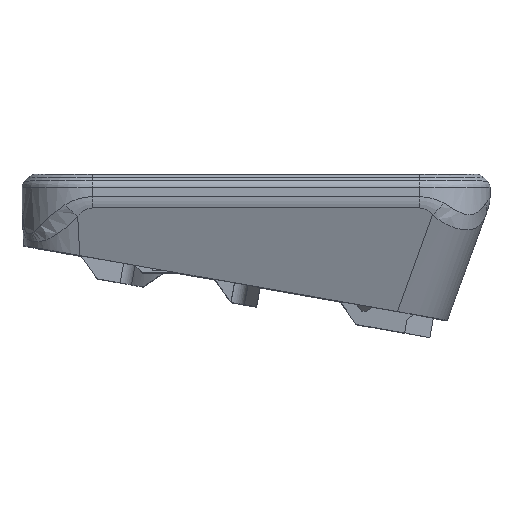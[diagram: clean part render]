
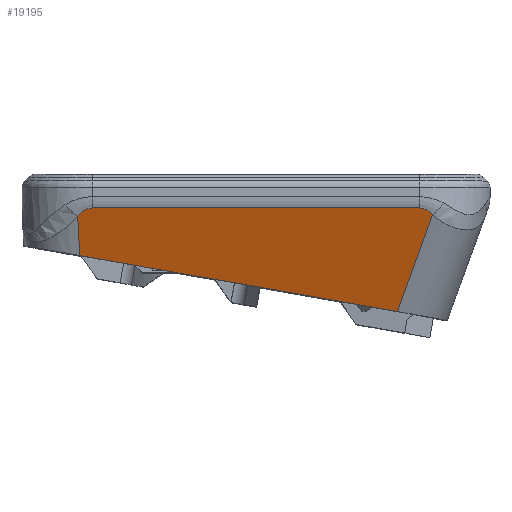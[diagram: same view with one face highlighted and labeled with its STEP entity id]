
A CAD part, top view. The second image highlights one B-rep face of the part: STEP entity #19195.
In plain terms, the highlighted free-form (B-spline) face has degree [1, 1] with [2, 2] control points.
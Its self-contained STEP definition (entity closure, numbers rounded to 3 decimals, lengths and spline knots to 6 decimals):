
#12=LINE('',#25278,#2046);
#13=LINE('',#25288,#2047);
#2046=VECTOR('',#20993,1.);
#2047=VECTOR('',#20996,1.);
#4086=ELLIPSE('',#20274,0.02339,0.008);
#4087=ELLIPSE('',#20275,0.02339,0.008);
#4345=B_SPLINE_CURVE_WITH_KNOTS('',3,(#25283,#25284,#25285,#25286),
 .UNSPECIFIED.,.F.,.F.,(4,4),(0.,1.),.UNSPECIFIED.);
#4346=B_SPLINE_CURVE_WITH_KNOTS('',3,(#25290,#25291,#25292,#25293),
 .UNSPECIFIED.,.F.,.F.,(4,4),(0.,1.),.UNSPECIFIED.);
#4538=B_SPLINE_SURFACE_WITH_KNOTS('',1,1,((#25274,#25275),(#25276,#25277)),
 .PLANE_SURF.,.F.,.F.,.F.,(2,2),(2,2),(0.,1.),(0.,1.),.UNSPECIFIED.);
#5402=ORIENTED_EDGE('',*,*,#11338,.T.);
#5403=ORIENTED_EDGE('',*,*,#11339,.T.);
#5404=ORIENTED_EDGE('',*,*,#11340,.T.);
#5405=ORIENTED_EDGE('',*,*,#11341,.F.);
#5406=ORIENTED_EDGE('',*,*,#11342,.T.);
#5407=ORIENTED_EDGE('',*,*,#11343,.T.);
#11338=EDGE_CURVE('',#14306,#14307,#12,.T.);
#11339=EDGE_CURVE('',#14307,#14308,#4086,.T.);
#11340=EDGE_CURVE('',#14308,#14309,#4345,.T.);
#11341=EDGE_CURVE('',#14310,#14309,#13,.T.);
#11342=EDGE_CURVE('',#14310,#14311,#4346,.T.);
#11343=EDGE_CURVE('',#14311,#14306,#4087,.T.);
#14306=VERTEX_POINT('',#25279);
#14307=VERTEX_POINT('',#25280);
#14308=VERTEX_POINT('',#25282);
#14309=VERTEX_POINT('',#25287);
#14310=VERTEX_POINT('',#25289);
#14311=VERTEX_POINT('',#25294);
#16575=EDGE_LOOP('',(#5402,#5403,#5404,#5405,#5406,#5407));
#17714=FACE_BOUND('',#16575,.T.);
#19195=ADVANCED_FACE('',(#17714),#4538,.T.);
#20274=AXIS2_PLACEMENT_3D('',#25281,#20994,#20995);
#20275=AXIS2_PLACEMENT_3D('',#25295,#20997,#20998);
#20993=DIRECTION('',(-1.,0.,0.));
#20994=DIRECTION('',(0.,-0.342,0.94));
#20995=DIRECTION('',(0.,0.94,0.342));
#20996=DIRECTION('',(-0.983,0.173,0.063));
#20997=DIRECTION('',(0.,-0.342,0.94));
#20998=DIRECTION('',(0.,0.94,0.342));
#25274=CARTESIAN_POINT('',(-0.001011,-0.000869,0.044434));
#25275=CARTESIAN_POINT('',(-0.001011,0.023537,0.053317));
#25276=CARTESIAN_POINT('',(0.083172,-0.000869,0.044434));
#25277=CARTESIAN_POINT('',(0.083172,0.023537,0.053317));
#25278=CARTESIAN_POINT('',(0.0381,0.022427,0.052913));
#25279=CARTESIAN_POINT('',(0.076095,0.022427,0.052913));
#25280=CARTESIAN_POINT('',(0.0064,0.022427,0.052913));
#25281=CARTESIAN_POINT('',(0.0064,0.000447,0.044913));
#25282=CARTESIAN_POINT('',(0.003269,0.020674,0.052275));
#25283=CARTESIAN_POINT('',(0.003269,0.020674,0.052275));
#25284=CARTESIAN_POINT('',(0.003415,0.017884,0.051259));
#25285=CARTESIAN_POINT('',(0.003562,0.015094,0.050244));
#25286=CARTESIAN_POINT('',(0.003708,0.012303,0.049228));
#25287=CARTESIAN_POINT('',(0.003708,0.012303,0.049228));
#25288=CARTESIAN_POINT('',(0.03803,0.006251,0.047026));
#25289=CARTESIAN_POINT('',(0.07137,0.000373,0.044886));
#25290=CARTESIAN_POINT('',(0.07137,0.000373,0.044886));
#25291=CARTESIAN_POINT('',(0.073877,0.007262,0.047393));
#25292=CARTESIAN_POINT('',(0.076385,0.014151,0.049901));
#25293=CARTESIAN_POINT('',(0.078892,0.02104,0.052408));
#25294=CARTESIAN_POINT('',(0.078892,0.02104,0.052408));
#25295=CARTESIAN_POINT('',(0.076095,0.000447,0.044913));
